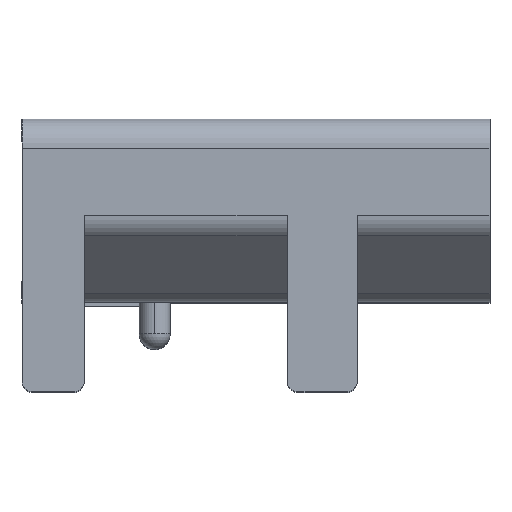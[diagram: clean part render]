
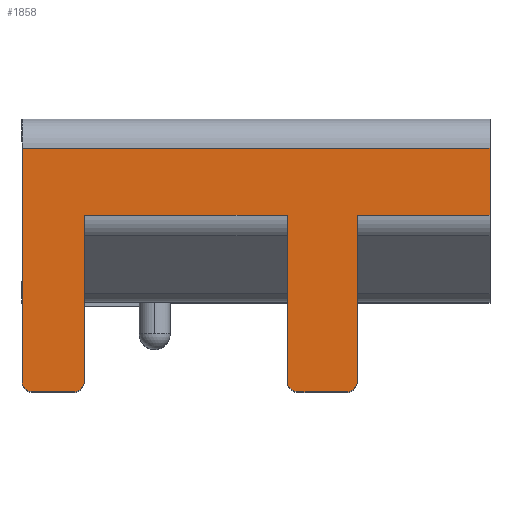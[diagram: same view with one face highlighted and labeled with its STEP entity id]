
A CAD part, top view. The second image highlights one B-rep face of the part: STEP entity #1858.
In plain terms, the highlighted planar face has unit normal (0, 0, 1).
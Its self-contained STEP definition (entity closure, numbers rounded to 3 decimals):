
#3 = CARTESIAN_POINT ( 'NONE',  ( 0.8, -3.075, 3.725 ) ) ;
#48 = EDGE_CURVE ( 'NONE', #2964, #2971, #144, .T. ) ;
#59 = VECTOR ( 'NONE', #1449, 1000. ) ;
#144 = CIRCLE ( 'NONE', #2901, 0.15 ) ;
#165 = LINE ( 'NONE', #430, #230 ) ;
#230 = VECTOR ( 'NONE', #2057, 1000. ) ;
#232 = VERTEX_POINT ( 'NONE', #585 ) ;
#248 = VERTEX_POINT ( 'NONE', #809 ) ;
#291 = EDGE_CURVE ( 'NONE', #2971, #2146, #1037, .T. ) ;
#308 = DIRECTION ( 'NONE',  ( -1., 0., 0. ) ) ;
#315 = CARTESIAN_POINT ( 'NONE',  ( 3.4, -3.075, 3.725 ) ) ;
#338 = EDGE_CURVE ( 'NONE', #711, #1488, #954, .T. ) ;
#342 = EDGE_CURVE ( 'NONE', #2644, #248, #2827, .T. ) ;
#376 = CARTESIAN_POINT ( 'NONE',  ( 0., -0.1, 3.725 ) ) ;
#386 = CARTESIAN_POINT ( 'NONE',  ( 0., -3.225, 3.725 ) ) ;
#430 = CARTESIAN_POINT ( 'NONE',  ( 6., 0., 3.725 ) ) ;
#454 = CARTESIAN_POINT ( 'NONE',  ( 3.4, -3.225, 3.725 ) ) ;
#465 = VECTOR ( 'NONE', #2358, 1000. ) ;
#474 = ORIENTED_EDGE ( 'NONE', *, *, #2916, .F. ) ;
#480 = ORIENTED_EDGE ( 'NONE', *, *, #607, .F. ) ;
#533 = EDGE_CURVE ( 'NONE', #943, #2353, #2749, .T. ) ;
#585 = CARTESIAN_POINT ( 'NONE',  ( 0.15, -3.225, 3.725 ) ) ;
#607 = EDGE_CURVE ( 'NONE', #943, #232, #3071, .T. ) ;
#610 = DIRECTION ( 'NONE',  ( -1., 0., 0. ) ) ;
#614 = DIRECTION ( 'NONE',  ( 0., 1., 0. ) ) ;
#618 = DIRECTION ( 'NONE',  ( 0., 0., -1. ) ) ;
#631 = CARTESIAN_POINT ( 'NONE',  ( 6., -0.959, 3.725 ) ) ;
#635 = CARTESIAN_POINT ( 'NONE',  ( 0.8, -0.959, 3.725 ) ) ;
#652 = VERTEX_POINT ( 'NONE', #631 ) ;
#711 = VERTEX_POINT ( 'NONE', #2633 ) ;
#714 = LINE ( 'NONE', #454, #853 ) ;
#766 = EDGE_CURVE ( 'NONE', #2353, #1488, #2889, .T. ) ;
#771 = CARTESIAN_POINT ( 'NONE',  ( 4.3, -0.959, 3.725 ) ) ;
#809 = CARTESIAN_POINT ( 'NONE',  ( 0., -3.075, 3.725 ) ) ;
#819 = PLANE ( 'NONE',  #2208 ) ;
#853 = VECTOR ( 'NONE', #2866, 1000. ) ;
#887 = CARTESIAN_POINT ( 'NONE',  ( 3.55, -3.225, 3.725 ) ) ;
#889 = DIRECTION ( 'NONE',  ( 0., -1., 0. ) ) ;
#899 = ORIENTED_EDGE ( 'NONE', *, *, #2928, .F. ) ;
#916 = DIRECTION ( 'NONE',  ( -1., 0., 0. ) ) ;
#942 = VECTOR ( 'NONE', #1883, 1000. ) ;
#943 = VERTEX_POINT ( 'NONE', #1025 ) ;
#954 = LINE ( 'NONE', #1914, #942 ) ;
#1025 = CARTESIAN_POINT ( 'NONE',  ( 0.65, -3.225, 3.725 ) ) ;
#1037 = LINE ( 'NONE', #2005, #1497 ) ;
#1053 = DIRECTION ( 'NONE',  ( 0., 1., 0. ) ) ;
#1055 = EDGE_LOOP ( 'NONE', ( #2909, #1633, #480, #2679, #1987, #2984, #2621, #1670, #2845, #1056, #1283, #474, #899, #2453 ) ) ;
#1056 = ORIENTED_EDGE ( 'NONE', *, *, #48, .T. ) ;
#1063 = CARTESIAN_POINT ( 'NONE',  ( 0.65, -3.075, 3.725 ) ) ;
#1243 = VECTOR ( 'NONE', #889, 1000. ) ;
#1283 = ORIENTED_EDGE ( 'NONE', *, *, #291, .T. ) ;
#1373 = VERTEX_POINT ( 'NONE', #2941 ) ;
#1401 = LINE ( 'NONE', #2596, #465 ) ;
#1449 = DIRECTION ( 'NONE',  ( 0., 1., 0. ) ) ;
#1488 = VERTEX_POINT ( 'NONE', #635 ) ;
#1497 = VECTOR ( 'NONE', #1053, 1000. ) ;
#1580 = CARTESIAN_POINT ( 'NONE',  ( 4.3, -3.075, 3.725 ) ) ;
#1633 = ORIENTED_EDGE ( 'NONE', *, *, #3047, .T. ) ;
#1670 = ORIENTED_EDGE ( 'NONE', *, *, #1916, .T. ) ;
#1749 = AXIS2_PLACEMENT_3D ( 'NONE', #2772, #2567, #1789 ) ;
#1789 = DIRECTION ( 'NONE',  ( -1., 0., 0. ) ) ;
#1792 = AXIS2_PLACEMENT_3D ( 'NONE', #1063, #2918, #1928 ) ;
#1858 = ADVANCED_FACE ( 'NONE', ( #2973 ), #819, .F. ) ;
#1868 = CARTESIAN_POINT ( 'NONE',  ( 0., 0., 3.725 ) ) ;
#1883 = DIRECTION ( 'NONE',  ( -1., 0., 0. ) ) ;
#1914 = CARTESIAN_POINT ( 'NONE',  ( 6., -0.959, 3.725 ) ) ;
#1916 = EDGE_CURVE ( 'NONE', #2506, #2687, #3007, .T. ) ;
#1928 = DIRECTION ( 'NONE',  ( -1., 0., 0. ) ) ;
#1987 = ORIENTED_EDGE ( 'NONE', *, *, #766, .T. ) ;
#2005 = CARTESIAN_POINT ( 'NONE',  ( 4.3, -3.225, 3.725 ) ) ;
#2012 = EDGE_CURVE ( 'NONE', #2964, #2687, #714, .T. ) ;
#2022 = CARTESIAN_POINT ( 'NONE',  ( 4.15, -3.075, 3.725 ) ) ;
#2057 = DIRECTION ( 'NONE',  ( 0., -1., 0. ) ) ;
#2074 = CARTESIAN_POINT ( 'NONE',  ( 4.15, -3.225, 3.725 ) ) ;
#2077 = LINE ( 'NONE', #2768, #2210 ) ;
#2081 = CARTESIAN_POINT ( 'NONE',  ( 6., 0., 3.725 ) ) ;
#2089 = DIRECTION ( 'NONE',  ( -1., 0., 0. ) ) ;
#2106 = LINE ( 'NONE', #3029, #2508 ) ;
#2107 = VECTOR ( 'NONE', #916, 1000. ) ;
#2129 = AXIS2_PLACEMENT_3D ( 'NONE', #2707, #2231, #308 ) ;
#2146 = VERTEX_POINT ( 'NONE', #771 ) ;
#2208 = AXIS2_PLACEMENT_3D ( 'NONE', #2081, #618, #3022 ) ;
#2210 = VECTOR ( 'NONE', #614, 1000. ) ;
#2231 = DIRECTION ( 'NONE',  ( 0., 0., 1. ) ) ;
#2320 = EDGE_CURVE ( 'NONE', #2506, #711, #2077, .T. ) ;
#2353 = VERTEX_POINT ( 'NONE', #3 ) ;
#2358 = DIRECTION ( 'NONE',  ( -1., 0., 0. ) ) ;
#2385 = EDGE_CURVE ( 'NONE', #1373, #2644, #1401, .T. ) ;
#2453 = ORIENTED_EDGE ( 'NONE', *, *, #2385, .T. ) ;
#2506 = VERTEX_POINT ( 'NONE', #315 ) ;
#2508 = VECTOR ( 'NONE', #2089, 1000. ) ;
#2522 = DIRECTION ( 'NONE',  ( 0., 0., 1. ) ) ;
#2567 = DIRECTION ( 'NONE',  ( 0., 0., 1. ) ) ;
#2596 = CARTESIAN_POINT ( 'NONE',  ( 6., -0.1, 3.725 ) ) ;
#2621 = ORIENTED_EDGE ( 'NONE', *, *, #2320, .F. ) ;
#2633 = CARTESIAN_POINT ( 'NONE',  ( 3.4, -0.959, 3.725 ) ) ;
#2644 = VERTEX_POINT ( 'NONE', #376 ) ;
#2679 = ORIENTED_EDGE ( 'NONE', *, *, #533, .T. ) ;
#2687 = VERTEX_POINT ( 'NONE', #887 ) ;
#2707 = CARTESIAN_POINT ( 'NONE',  ( 0.15, -3.075, 3.725 ) ) ;
#2749 = CIRCLE ( 'NONE', #1792, 0.15 ) ;
#2768 = CARTESIAN_POINT ( 'NONE',  ( 3.4, -3.225, 3.725 ) ) ;
#2772 = CARTESIAN_POINT ( 'NONE',  ( 3.55, -3.075, 3.725 ) ) ;
#2827 = LINE ( 'NONE', #1868, #1243 ) ;
#2845 = ORIENTED_EDGE ( 'NONE', *, *, #2012, .F. ) ;
#2866 = DIRECTION ( 'NONE',  ( -1., 0., 0. ) ) ;
#2889 = LINE ( 'NONE', #3084, #59 ) ;
#2901 = AXIS2_PLACEMENT_3D ( 'NONE', #2022, #2522, #610 ) ;
#2909 = ORIENTED_EDGE ( 'NONE', *, *, #342, .T. ) ;
#2916 = EDGE_CURVE ( 'NONE', #652, #2146, #2106, .T. ) ;
#2918 = DIRECTION ( 'NONE',  ( 0., 0., 1. ) ) ;
#2928 = EDGE_CURVE ( 'NONE', #1373, #652, #165, .T. ) ;
#2941 = CARTESIAN_POINT ( 'NONE',  ( 6., -0.1, 3.725 ) ) ;
#2964 = VERTEX_POINT ( 'NONE', #2074 ) ;
#2971 = VERTEX_POINT ( 'NONE', #1580 ) ;
#2973 = FACE_OUTER_BOUND ( 'NONE', #1055, .T. ) ;
#2975 = CIRCLE ( 'NONE', #2129, 0.15 ) ;
#2984 = ORIENTED_EDGE ( 'NONE', *, *, #338, .F. ) ;
#3007 = CIRCLE ( 'NONE', #1749, 0.15 ) ;
#3022 = DIRECTION ( 'NONE',  ( -1., 0., 0. ) ) ;
#3029 = CARTESIAN_POINT ( 'NONE',  ( 6., -0.959, 3.725 ) ) ;
#3047 = EDGE_CURVE ( 'NONE', #248, #232, #2975, .T. ) ;
#3071 = LINE ( 'NONE', #386, #2107 ) ;
#3084 = CARTESIAN_POINT ( 'NONE',  ( 0.8, -3.225, 3.725 ) ) ;
